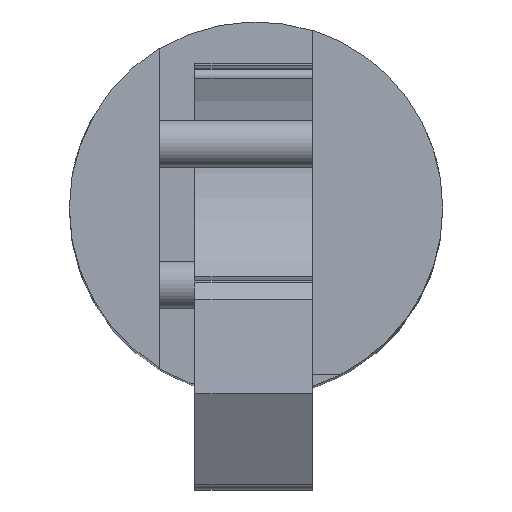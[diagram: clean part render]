
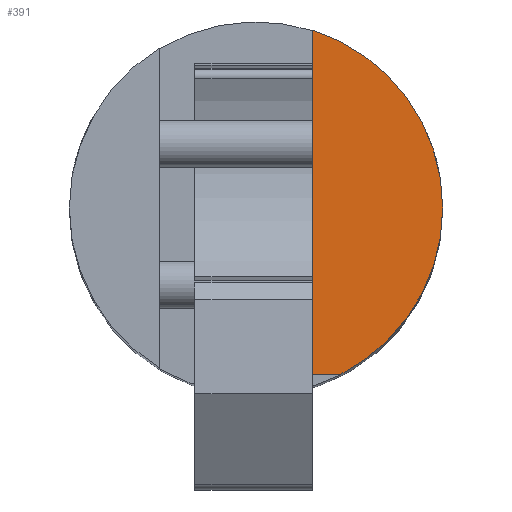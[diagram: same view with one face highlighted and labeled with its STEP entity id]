
A CAD part, top view. The second image highlights one B-rep face of the part: STEP entity #391.
In plain terms, the highlighted planar face has unit normal (0, 0, 1).
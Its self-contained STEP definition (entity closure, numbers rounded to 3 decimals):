
#163 = AXIS2_PLACEMENT_3D ( 'NONE', #2457, #792, #580 ) ;
#271 = PLANE ( 'NONE',  #1514 ) ;
#353 = VERTEX_POINT ( 'NONE', #2962 ) ;
#391 = ADVANCED_FACE ( 'NONE', ( #1122 ), #271, .T. ) ;
#451 = LINE ( 'NONE', #2064, #798 ) ;
#467 = AXIS2_PLACEMENT_3D ( 'NONE', #719, #701, #1316 ) ;
#580 = DIRECTION ( 'NONE',  ( 1., 0., 0. ) ) ;
#637 = CIRCLE ( 'NONE', #467, 7.95 ) ;
#678 = ORIENTED_EDGE ( 'NONE', *, *, #3180, .F. ) ;
#701 = DIRECTION ( 'NONE',  ( 0., 0., 1. ) ) ;
#719 = CARTESIAN_POINT ( 'NONE',  ( 0., 0., 45. ) ) ;
#742 = ORIENTED_EDGE ( 'NONE', *, *, #1190, .F. ) ;
#792 = DIRECTION ( 'NONE',  ( 0., 0., 1. ) ) ;
#798 = VECTOR ( 'NONE', #2888, 1000. ) ;
#894 = LINE ( 'NONE', #3359, #1918 ) ;
#929 = CARTESIAN_POINT ( 'NONE',  ( 2.4, 7.579, 45. ) ) ;
#1122 = FACE_OUTER_BOUND ( 'NONE', #2418, .T. ) ;
#1190 = EDGE_CURVE ( 'NONE', #353, #2951, #894, .T. ) ;
#1231 = VERTEX_POINT ( 'NONE', #929 ) ;
#1243 = ORIENTED_EDGE ( 'NONE', *, *, #3309, .T. ) ;
#1316 = DIRECTION ( 'NONE',  ( 1., 0., 0. ) ) ;
#1514 = AXIS2_PLACEMENT_3D ( 'NONE', #2207, #2727, #3320 ) ;
#1750 = DIRECTION ( 'NONE',  ( -1., 0., 0. ) ) ;
#1766 = ORIENTED_EDGE ( 'NONE', *, *, #3127, .T. ) ;
#1918 = VECTOR ( 'NONE', #1750, 1000. ) ;
#2064 = CARTESIAN_POINT ( 'NONE',  ( 2.4, 0., 45. ) ) ;
#2109 = CIRCLE ( 'NONE', #163, 7.95 ) ;
#2207 = CARTESIAN_POINT ( 'NONE',  ( 0., 0., 45. ) ) ;
#2418 = EDGE_LOOP ( 'NONE', ( #742, #1766, #1243, #678 ) ) ;
#2457 = CARTESIAN_POINT ( 'NONE',  ( 0., 0., 45. ) ) ;
#2662 = CARTESIAN_POINT ( 'NONE',  ( 7.95, 0., 45. ) ) ;
#2727 = DIRECTION ( 'NONE',  ( 0., 0., 1. ) ) ;
#2888 = DIRECTION ( 'NONE',  ( 0., 1., 0. ) ) ;
#2912 = CARTESIAN_POINT ( 'NONE',  ( 2.4, -7.08, 45. ) ) ;
#2951 = VERTEX_POINT ( 'NONE', #2912 ) ;
#2962 = CARTESIAN_POINT ( 'NONE',  ( 3.616, -7.08, 45. ) ) ;
#3004 = VERTEX_POINT ( 'NONE', #2662 ) ;
#3127 = EDGE_CURVE ( 'NONE', #353, #3004, #637, .T. ) ;
#3180 = EDGE_CURVE ( 'NONE', #2951, #1231, #451, .T. ) ;
#3309 = EDGE_CURVE ( 'NONE', #3004, #1231, #2109, .T. ) ;
#3320 = DIRECTION ( 'NONE',  ( 1., 0., 0. ) ) ;
#3359 = CARTESIAN_POINT ( 'NONE',  ( 0.632, -7.08, 45. ) ) ;
